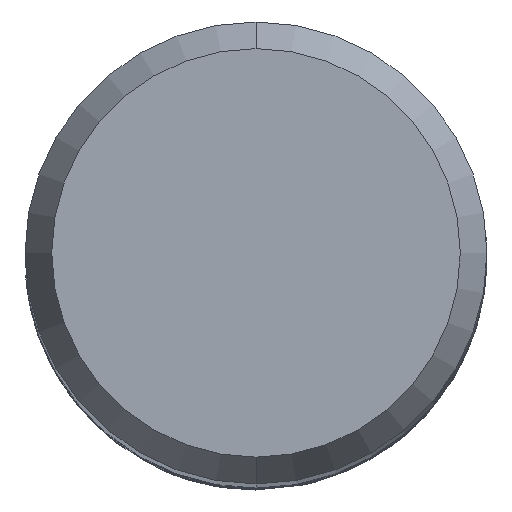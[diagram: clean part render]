
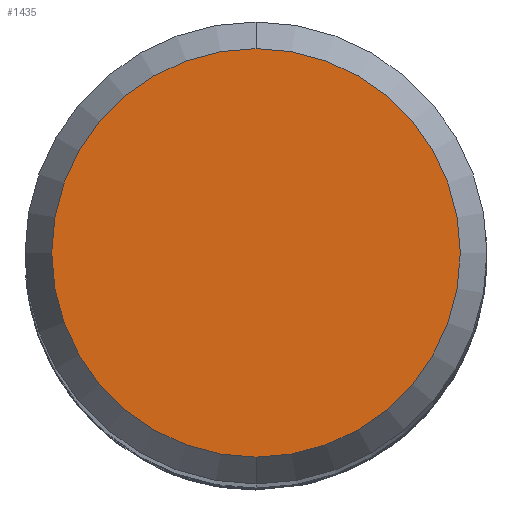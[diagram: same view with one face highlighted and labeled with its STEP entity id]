
A CAD part, top view. The second image highlights one B-rep face of the part: STEP entity #1435.
In plain terms, the highlighted planar face has unit normal (0, 0, 1).
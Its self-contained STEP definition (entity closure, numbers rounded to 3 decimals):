
#1435=ADVANCED_FACE('',(#3555),#3556,.T.);
#1555=VERTEX_POINT('',#3690);
#2757=EDGE_CURVE('',#3043,#1555,#4992,.T.);
#3043=VERTEX_POINT('',#5300);
#3057=EDGE_CURVE('',#1555,#3043,#5314,.T.);
#3555=FACE_OUTER_BOUND('',#8999,.T.);
#3556=PLANE('',#9000);
#3690=CARTESIAN_POINT('',(0.,-3.538,0.0));
#4992=CIRCLE('',#23306,3.538);
#5300=CARTESIAN_POINT('',(0.0,3.538,0.0));
#5314=CIRCLE('',#25549,3.538);
#8999=EDGE_LOOP('',(#27090,#27091));
#9000=AXIS2_PLACEMENT_3D('',#27092,#27093,#27094);
#23306=AXIS2_PLACEMENT_3D('',#28545,#28546,#28547);
#25549=AXIS2_PLACEMENT_3D('',#28837,#28838,#28839);
#27090=ORIENTED_EDGE('',*,*,#2757,.F.);
#27091=ORIENTED_EDGE('',*,*,#3057,.F.);
#27092=CARTESIAN_POINT('',(0.0,1.769,0.0));
#27093=DIRECTION('',(-0.0,0.0,1.0));
#27094=DIRECTION('',(0.0,-1.0,0.0));
#28545=CARTESIAN_POINT('',(0.0,0.0,0.0));
#28546=DIRECTION('',(0.0,0.0,-1.0));
#28547=DIRECTION('',(0.0,1.0,0.0));
#28837=CARTESIAN_POINT('',(0.0,0.0,0.0));
#28838=DIRECTION('',(0.0,0.0,-1.0));
#28839=DIRECTION('',(0.0,1.0,0.0));
